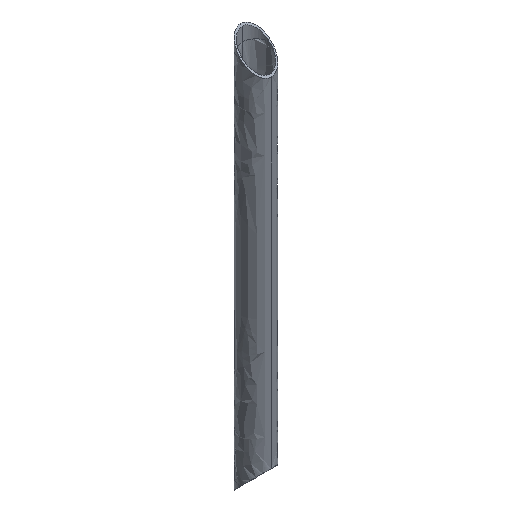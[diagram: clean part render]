
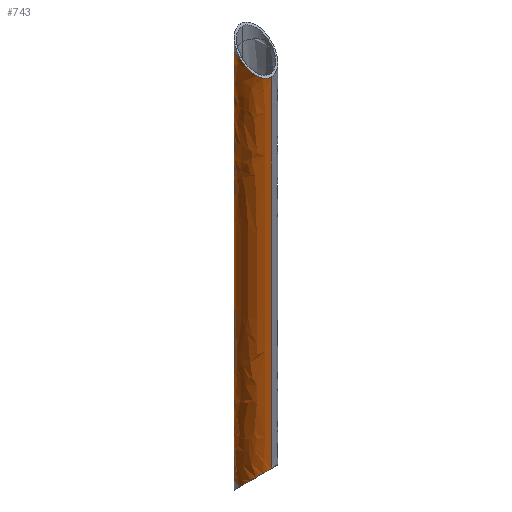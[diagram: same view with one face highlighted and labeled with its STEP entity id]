
A CAD part, isometric view. The second image highlights one B-rep face of the part: STEP entity #743.
In plain terms, the highlighted free-form (B-spline) face has degree [5, 4] with [6, 5] control points.
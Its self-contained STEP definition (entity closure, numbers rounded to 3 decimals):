
#61=CARTESIAN_POINT('Vertex',(0.,195.,360.)) ;
#66=CARTESIAN_POINT('Axis2P3D Location',(0.,180.,360.)) ;
#70=CARTESIAN_POINT('Vertex',(-15.,180.,360.)) ;
#292=CARTESIAN_POINT('Vertex',(0.,195.,0.)) ;
#464=CARTESIAN_POINT('Control Point',(0.,165.,15.)) ;
#465=CARTESIAN_POINT('Control Point',(-0.671,165.,15.)) ;
#466=CARTESIAN_POINT('Control Point',(-1.347,165.038,14.962)) ;
#467=CARTESIAN_POINT('Control Point',(-2.021,165.114,14.886)) ;
#468=CARTESIAN_POINT('Control Point',(-3.269,165.327,14.673)) ;
#469=CARTESIAN_POINT('Control Point',(-4.475,165.665,14.335)) ;
#470=CARTESIAN_POINT('Control Point',(-5.024,165.849,14.151)) ;
#471=CARTESIAN_POINT('Control Point',(-6.435,166.397,13.603)) ;
#472=CARTESIAN_POINT('Control Point',(-7.729,167.097,12.903)) ;
#473=CARTESIAN_POINT('Control Point',(-8.481,167.581,12.419)) ;
#474=CARTESIAN_POINT('Control Point',(-10.312,168.958,11.042)) ;
#475=CARTESIAN_POINT('Control Point',(-11.773,170.564,9.436)) ;
#476=CARTESIAN_POINT('Control Point',(-12.537,171.618,8.382)) ;
#477=CARTESIAN_POINT('Control Point',(-13.839,173.873,6.127)) ;
#478=CARTESIAN_POINT('Control Point',(-14.608,176.252,3.748)) ;
#479=CARTESIAN_POINT('Control Point',(-14.869,177.495,2.505)) ;
#480=CARTESIAN_POINT('Control Point',(-15.,178.748,1.252)) ;
#481=CARTESIAN_POINT('Control Point',(-15.,180.,0.)) ;
#482=CARTESIAN_POINT('Vertex',(0.,165.,15.)) ;
#484=CARTESIAN_POINT('Vertex',(-15.,180.,0.)) ;
#548=CARTESIAN_POINT('Axis2P3D Location',(0.,180.,0.)) ;
#591=CARTESIAN_POINT('Control Point',(0.,195.,360.)) ;
#592=CARTESIAN_POINT('Control Point',(0.,195.,288.)) ;
#593=CARTESIAN_POINT('Control Point',(0.,195.,216.)) ;
#594=CARTESIAN_POINT('Control Point',(0.,195.,144.)) ;
#595=CARTESIAN_POINT('Control Point',(0.,195.,72.)) ;
#596=CARTESIAN_POINT('Control Point',(0.,195.,0.)) ;
#623=CARTESIAN_POINT('Vertex',(0.,165.,345.)) ;
#627=CARTESIAN_POINT('Control Point',(0.,165.,345.)) ;
#628=CARTESIAN_POINT('Control Point',(0.,165.,279.)) ;
#629=CARTESIAN_POINT('Control Point',(0.,165.,213.)) ;
#630=CARTESIAN_POINT('Control Point',(0.,165.,147.)) ;
#631=CARTESIAN_POINT('Control Point',(0.,165.,81.)) ;
#632=CARTESIAN_POINT('Control Point',(0.,165.,15.)) ;
#649=CARTESIAN_POINT('Control Point',(0.,165.,345.)) ;
#650=CARTESIAN_POINT('Control Point',(-0.671,165.,345.)) ;
#651=CARTESIAN_POINT('Control Point',(-1.347,165.038,345.038)) ;
#652=CARTESIAN_POINT('Control Point',(-2.021,165.114,345.114)) ;
#653=CARTESIAN_POINT('Control Point',(-3.269,165.327,345.327)) ;
#654=CARTESIAN_POINT('Control Point',(-4.475,165.665,345.665)) ;
#655=CARTESIAN_POINT('Control Point',(-5.024,165.849,345.849)) ;
#656=CARTESIAN_POINT('Control Point',(-6.435,166.397,346.397)) ;
#657=CARTESIAN_POINT('Control Point',(-7.729,167.097,347.097)) ;
#658=CARTESIAN_POINT('Control Point',(-8.481,167.581,347.581)) ;
#659=CARTESIAN_POINT('Control Point',(-10.312,168.958,348.958)) ;
#660=CARTESIAN_POINT('Control Point',(-11.773,170.564,350.564)) ;
#661=CARTESIAN_POINT('Control Point',(-12.537,171.618,351.618)) ;
#662=CARTESIAN_POINT('Control Point',(-13.839,173.873,353.873)) ;
#663=CARTESIAN_POINT('Control Point',(-14.608,176.252,356.252)) ;
#664=CARTESIAN_POINT('Control Point',(-14.869,177.495,357.495)) ;
#665=CARTESIAN_POINT('Control Point',(-15.,178.748,358.748)) ;
#666=CARTESIAN_POINT('Control Point',(-15.,180.,360.)) ;
#705=CARTESIAN_POINT('Control Point',(0.,165.,360.)) ;
#706=CARTESIAN_POINT('Control Point',(-15.,165.,360.)) ;
#707=CARTESIAN_POINT('Control Point',(-22.5,180.,360.)) ;
#708=CARTESIAN_POINT('Control Point',(-15.,195.,360.)) ;
#709=CARTESIAN_POINT('Control Point',(0.,195.,360.)) ;
#710=CARTESIAN_POINT('Control Point',(0.,165.,288.)) ;
#711=CARTESIAN_POINT('Control Point',(-15.,165.,288.)) ;
#712=CARTESIAN_POINT('Control Point',(-22.5,180.,288.)) ;
#713=CARTESIAN_POINT('Control Point',(-15.,195.,288.)) ;
#714=CARTESIAN_POINT('Control Point',(0.,195.,288.)) ;
#715=CARTESIAN_POINT('Control Point',(0.,165.,216.)) ;
#716=CARTESIAN_POINT('Control Point',(-15.,165.,216.)) ;
#717=CARTESIAN_POINT('Control Point',(-22.5,180.,216.)) ;
#718=CARTESIAN_POINT('Control Point',(-15.,195.,216.)) ;
#719=CARTESIAN_POINT('Control Point',(0.,195.,216.)) ;
#720=CARTESIAN_POINT('Control Point',(0.,165.,144.)) ;
#721=CARTESIAN_POINT('Control Point',(-15.,165.,144.)) ;
#722=CARTESIAN_POINT('Control Point',(-22.5,180.,144.)) ;
#723=CARTESIAN_POINT('Control Point',(-15.,195.,144.)) ;
#724=CARTESIAN_POINT('Control Point',(0.,195.,144.)) ;
#725=CARTESIAN_POINT('Control Point',(0.,165.,72.)) ;
#726=CARTESIAN_POINT('Control Point',(-15.,165.,72.)) ;
#727=CARTESIAN_POINT('Control Point',(-22.5,180.,72.)) ;
#728=CARTESIAN_POINT('Control Point',(-15.,195.,72.)) ;
#729=CARTESIAN_POINT('Control Point',(0.,195.,72.)) ;
#730=CARTESIAN_POINT('Control Point',(0.,165.,0.)) ;
#731=CARTESIAN_POINT('Control Point',(-15.,165.,0.)) ;
#732=CARTESIAN_POINT('Control Point',(-22.5,180.,0.)) ;
#733=CARTESIAN_POINT('Control Point',(-15.,195.,0.)) ;
#734=CARTESIAN_POINT('Control Point',(0.,195.,0.)) ;
#67=DIRECTION('Axis2P3D Direction',(0.,0.,-1.)) ;
#549=DIRECTION('Axis2P3D Direction',(0.,0.,1.)) ;
#68=AXIS2_PLACEMENT_3D('Circle Axis2P3D',#66,#67,$) ;
#550=AXIS2_PLACEMENT_3D('Circle Axis2P3D',#548,#549,$) ;
#736=ORIENTED_EDGE('',*,*,#486,.F.) ;
#737=ORIENTED_EDGE('',*,*,#633,.F.) ;
#738=ORIENTED_EDGE('',*,*,#667,.T.) ;
#739=ORIENTED_EDGE('',*,*,#72,.T.) ;
#740=ORIENTED_EDGE('',*,*,#597,.T.) ;
#741=ORIENTED_EDGE('',*,*,#552,.F.) ;
#743=ADVANCED_FACE('Corps principal',(#742),#704,.F.) ;
#463=B_SPLINE_CURVE_WITH_KNOTS('',5,(#464,#465,#466,#467,#468,#469,#470,#471,#472,#473,#474,#475,#476,#477,#478,#479,#480,#481),.UNSPECIFIED.,.F.,.U.,(6,3,3,3,3,6),(0.,5.015,9.39,16.576,28.241,40.605),.UNSPECIFIED.) ;
#648=B_SPLINE_CURVE_WITH_KNOTS('',5,(#649,#650,#651,#652,#653,#654,#655,#656,#657,#658,#659,#660,#661,#662,#663,#664,#665,#666),.UNSPECIFIED.,.F.,.U.,(6,3,3,3,3,6),(0.,5.015,9.39,16.576,28.241,40.605),.UNSPECIFIED.) ;
#69=CIRCLE('generated circle',#68,15.) ;
#551=CIRCLE('generated circle',#550,15.) ;
#72=EDGE_CURVE('',#71,#62,#69,.T.) ;
#486=EDGE_CURVE('',#483,#485,#463,.T.) ;
#552=EDGE_CURVE('',#485,#293,#551,.F.) ;
#597=EDGE_CURVE('',#62,#293,#590,.T.) ;
#633=EDGE_CURVE('',#624,#483,#626,.T.) ;
#667=EDGE_CURVE('',#624,#71,#648,.T.) ;
#735=EDGE_LOOP('',(#736,#737,#738,#739,#740,#741)) ;
#742=FACE_OUTER_BOUND('',#735,.T.) ;
#62=VERTEX_POINT('',#61) ;
#71=VERTEX_POINT('',#70) ;
#293=VERTEX_POINT('',#292) ;
#483=VERTEX_POINT('',#482) ;
#485=VERTEX_POINT('',#484) ;
#624=VERTEX_POINT('',#623) ;
#590=(BOUNDED_CURVE()B_SPLINE_CURVE(5,(#591,#592,#593,#594,#595,#596),.UNSPECIFIED.,.F.,.U.)B_SPLINE_CURVE_WITH_KNOTS((6,6),(0.,360.),.UNSPECIFIED.)CURVE()GEOMETRIC_REPRESENTATION_ITEM()RATIONAL_B_SPLINE_CURVE((1.,1.,1.,1.,1.,1.))REPRESENTATION_ITEM('')) ;
#626=(BOUNDED_CURVE()B_SPLINE_CURVE(5,(#627,#628,#629,#630,#631,#632),.UNSPECIFIED.,.F.,.U.)B_SPLINE_CURVE_WITH_KNOTS((6,6),(15.,345.),.UNSPECIFIED.)CURVE()GEOMETRIC_REPRESENTATION_ITEM()RATIONAL_B_SPLINE_CURVE((1.,1.,1.,1.,1.,1.))REPRESENTATION_ITEM('')) ;
#704=(BOUNDED_SURFACE()B_SPLINE_SURFACE(5,4,((#705,#706,#707,#708,#709),(#710,#711,#712,#713,#714),(#715,#716,#717,#718,#719),(#720,#721,#722,#723,#724),(#725,#726,#727,#728,#729),(#730,#731,#732,#733,#734)),.UNSPECIFIED.,.F.,.F.,.U.)B_SPLINE_SURFACE_WITH_KNOTS((6,6),(5,5),(0.,360.),(47.124,94.248),.UNSPECIFIED.)GEOMETRIC_REPRESENTATION_ITEM()RATIONAL_B_SPLINE_SURFACE(((1.,0.707,0.667,0.707,1.),(1.,0.707,0.667,0.707,1.),(1.,0.707,0.667,0.707,1.),(1.,0.707,0.667,0.707,1.),(1.,0.707,0.667,0.707,1.),(1.,0.707,0.667,0.707,1.)))REPRESENTATION_ITEM('Rational BSpline Surface')SURFACE()) ;
